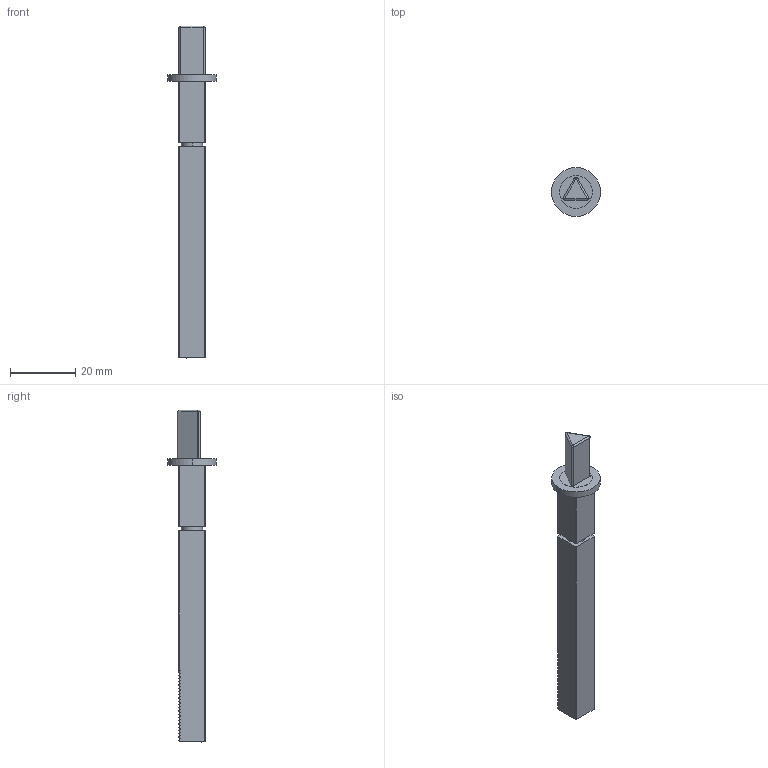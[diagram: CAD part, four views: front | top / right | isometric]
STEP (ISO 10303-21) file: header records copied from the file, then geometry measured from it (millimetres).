
FILE_DESCRIPTION (( 'STEP AP203' ), '1' );
FILE_NAME ('8095.STEP', '2020-12-10T09:31:29', ( '' ), ( '' ), 'SwSTEP 2.0', 'SolidWorks 2018', '' );
FILE_SCHEMA (( 'CONFIG_CONTROL_DESIGN' ));
Length unit declared in the file: millimetre
Products named in the file (2): 8095
Bounding box: 15 x 15 x 102 mm (x, y, z)
Volume: 6172.2 mm3; surface area: 3638.7 mm2
Topology: 1 solids, 1 shells, 523 faces, 1478 edges, 980 vertices
Faces by surface type: plane 207, cylinder 195, bspline 111, sphere 6, torus 2, cone 2
Entity records: 22374 total; most frequent: CARTESIAN_POINT 9668, ORIENTED_EDGE 2948, DIRECTION 2131, EDGE_CURVE 1474, VERTEX_POINT 979, VECTOR 847, LINE 847, AXIS2_PLACEMENT_3D 642
